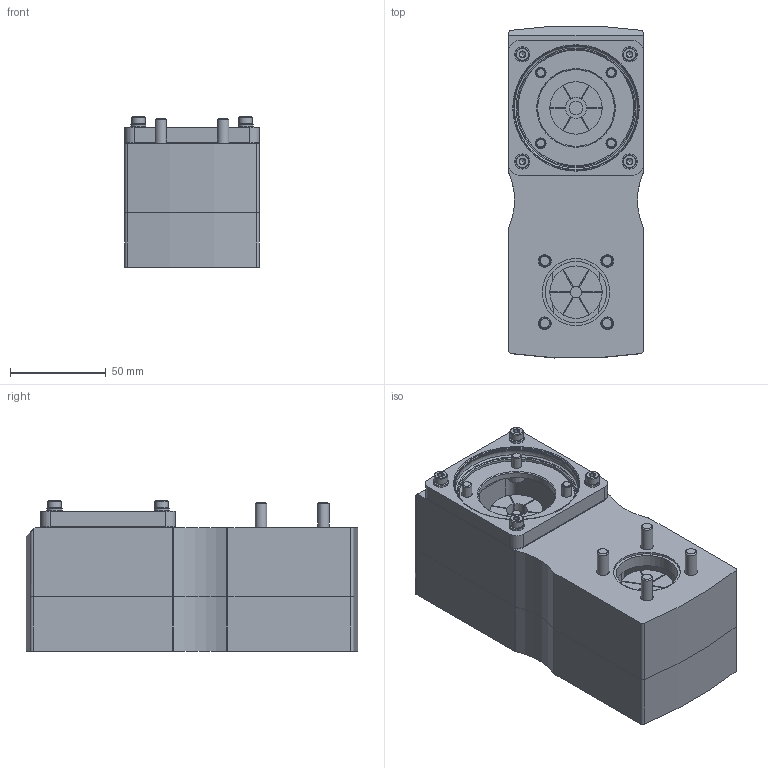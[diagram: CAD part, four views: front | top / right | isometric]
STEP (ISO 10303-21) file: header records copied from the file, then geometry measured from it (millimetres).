
FILE_DESCRIPTION(/* description */ ('STEP AP214'),/* implementation_level */ '2;1');
FILE_NAME(/* name */ '2778302_EAMM-U-70-D32-60G-96-S1',/* time_stamp */ '2024-08-27T07:48:39+02:00',/* author */ ('License CC BY-ND 4.0'),/* organization */ ('CADENAS'),/* preprocessor_version */ 'ST-DEVELOPER v19.3',/* originating_system */ 'PARTsolutions',/* authorisation */ ' ');
FILE_SCHEMA (('AUTOMOTIVE_DESIGN {1 0 10303 214 3 1 1}'));
Length unit declared in the file: millimetre
Products named in the file (14): 2778302 EAMM-U-70-D32-60G-96-S1; 2777038 EAMM-U-70-D32-70B-96S---(UT); 2610111 EAMM-U-70-D32-...-173S---(OT); ISO-4762 M5x35; DIN 557 - M4; 1406086 M6-NBR-6x9.9x1; DIN-6912 - M6x18(F); 2778356 EADS-F-70B---(DM); 2748211 EAMF-U-70B-60G/H---(ADAX); ISO-4762 M5x10; ISO-4762 M4x18; 1387783 M4-NBR-4x7.9x1; 2429532 EAMH-86-11-C27.3; 2789214 EAMH-86-6-C27.3
Assembly tree (37 placements, depth 2):
  2778302 EAMM-U-70-D32-60G-96-S1
    2777038 EAMM-U-70-D32-70B-96S---(UT)
    2610111 EAMM-U-70-D32-...-173S---(OT)
    ISO-4762 M5x35  x7
    DIN 557 - M4  x4
    1406086 M6-NBR-6x9.9x1  x4
    DIN-6912 - M6x18(F)  x4
    2778356 EADS-F-70B---(DM)
    2748211 EAMF-U-70B-60G/H---(ADAX)
    ISO-4762 M5x10  x4
    ISO-4762 M4x18  x4
    1387783 M4-NBR-4x7.9x1  x4
    2429532 EAMH-86-11-C27.3
    2789214 EAMH-86-6-C27.3
Bounding box: 70 x 172.95 x 78.5 mm (x, y, z)
Volume: 437782.4 mm3; surface area: 151302.6 mm2
Topology: 37 solids, 37 shells, 1147 faces, 2763 edges, 1742 vertices
Faces by surface type: plane 542, cone 305, cylinder 273, torus 27
Full cylindrical faces by diameter (mm): 3 x4, 3.242 x4, 4 x8, 4.134 x7, 4.5 x8, 4.917 x4, 5 x11, 5.5 x11, 6 x9, 6.4 x1, 6.6 x4, 6.647 x2, 7 x6, 7.9 x4, 8.5 x11, 9.5 x2, 9.9 x4, 10 x11, 11 x5, 11.4 x1, 24 x2, 32 x1, 35 x1, 40 x1, 60.2 x1, 64 x1, 64.3 x2
Entity records: 19154 total; most frequent: CARTESIAN_POINT 3628, DIRECTION 3267, ORIENTED_EDGE 2862, EDGE_CURVE 1431, AXIS2_PLACEMENT_3D 1312, VERTEX_POINT 1029, FACE_BOUND 912, EDGE_LOOP 895
